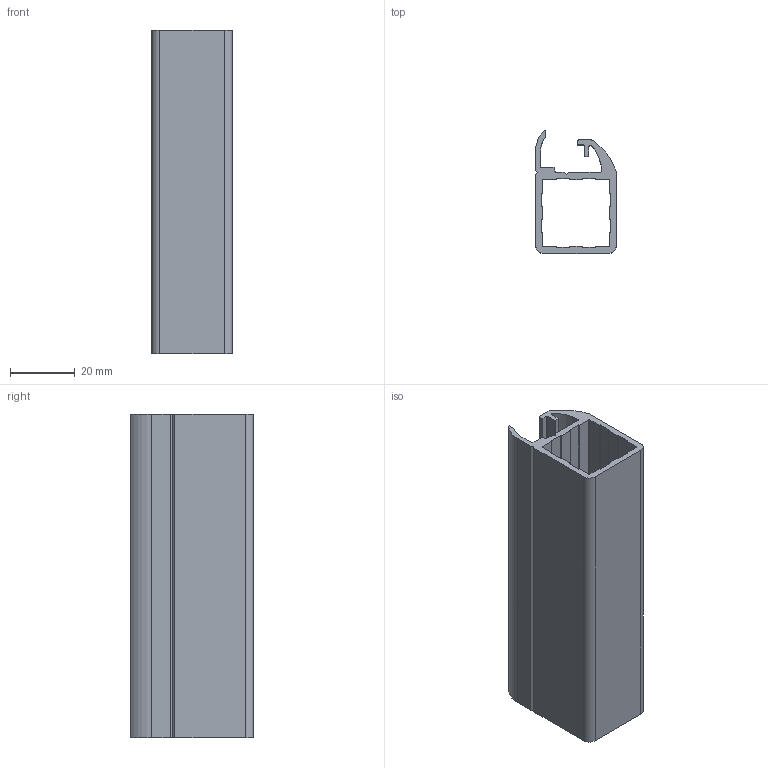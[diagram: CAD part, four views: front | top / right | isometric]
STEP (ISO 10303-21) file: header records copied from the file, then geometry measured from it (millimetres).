
FILE_DESCRIPTION(('STEP AP203'),'2;1');
FILE_NAME('XB25525.stp','2011-03-21T16:31:03',(''),(''),'2009.3.110','THINKDESIGN','');
FILE_SCHEMA(('CONFIG_CONTROL_DESIGN'));
Length unit declared in the file: millimetre
Bounding box: 25 x 38 x 100 mm (x, y, z)
Volume: 24726.9 mm3; surface area: 25082 mm2
Topology: 1 solids, 1 shells, 83 faces, 243 edges, 162 vertices
Faces by surface type: plane 59, cylinder 24
Entity records: 2842 total; most frequent: CARTESIAN_POINT 488, ORIENTED_EDGE 486, DIRECTION 457, EDGE_CURVE 243, VECTOR 195, LINE 195, VERTEX_POINT 162, AXIS2_PLACEMENT_3D 131
